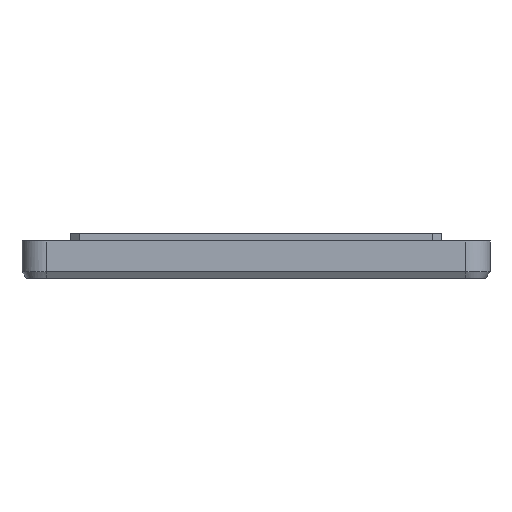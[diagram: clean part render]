
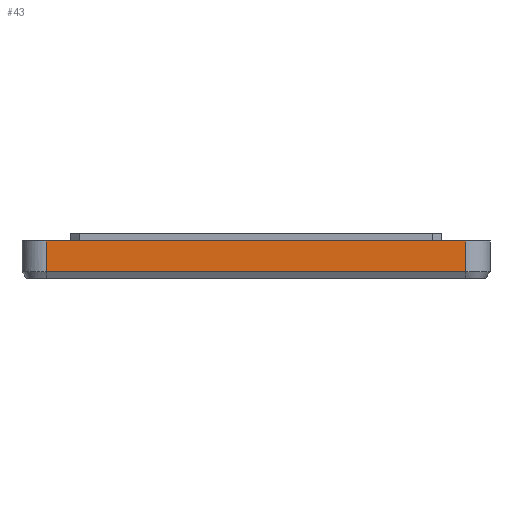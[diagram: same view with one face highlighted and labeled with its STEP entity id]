
A CAD part, left-side view. The second image highlights one B-rep face of the part: STEP entity #43.
In plain terms, the highlighted free-form (B-spline) face has degree [2, 1] with [3, 2] control points.
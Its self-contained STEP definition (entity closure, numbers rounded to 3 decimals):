
#43=ADVANCED_FACE('',(#177),#2115,.T.);
#177=FACE_OUTER_BOUND('',#311,.T.);
#311=EDGE_LOOP('',(#489,#490,#491,#492));
#489=ORIENTED_EDGE('',*,*,#1160,.T.);
#490=ORIENTED_EDGE('',*,*,#1158,.F.);
#491=ORIENTED_EDGE('',*,*,#1159,.F.);
#492=ORIENTED_EDGE('',*,*,#1157,.F.);
#1157=EDGE_CURVE('',#1858,#1857,#1769,.T.);
#1158=EDGE_CURVE('',#1859,#1860,#1770,.T.);
#1159=EDGE_CURVE('',#1857,#1859,#1771,.T.);
#1160=EDGE_CURVE('',#1858,#1860,#1772,.T.);
#1769=(
BOUNDED_CURVE()
B_SPLINE_CURVE(2,(#3457,#3458,#3459),.UNSPECIFIED.,.F.,.F.)
B_SPLINE_CURVE_WITH_KNOTS((3,3),(-115.71,-3.71),
 .UNSPECIFIED.)
CURVE()
GEOMETRIC_REPRESENTATION_ITEM()
RATIONAL_B_SPLINE_CURVE((1.,1.,1.))
REPRESENTATION_ITEM('')
);
#1770=(
BOUNDED_CURVE()
B_SPLINE_CURVE(2,(#3460,#3461,#3462),.UNSPECIFIED.,.F.,.F.)
B_SPLINE_CURVE_WITH_KNOTS((3,3),(3.71,115.71),
 .UNSPECIFIED.)
CURVE()
GEOMETRIC_REPRESENTATION_ITEM()
RATIONAL_B_SPLINE_CURVE((1.,1.,1.))
REPRESENTATION_ITEM('')
);
#1771=(
BOUNDED_CURVE()
B_SPLINE_CURVE(1,(#3463,#3464),.UNSPECIFIED.,.F.,.F.)
B_SPLINE_CURVE_WITH_KNOTS((2,2),(5.999,14.195),
 .UNSPECIFIED.)
CURVE()
GEOMETRIC_REPRESENTATION_ITEM()
RATIONAL_B_SPLINE_CURVE((1.,1.))
REPRESENTATION_ITEM('')
);
#1772=(
BOUNDED_CURVE()
B_SPLINE_CURVE(1,(#3465,#3466),.UNSPECIFIED.,.F.,.F.)
B_SPLINE_CURVE_WITH_KNOTS((2,2),(5.999,14.195),
 .UNSPECIFIED.)
CURVE()
GEOMETRIC_REPRESENTATION_ITEM()
RATIONAL_B_SPLINE_CURVE((1.,1.))
REPRESENTATION_ITEM('')
);
#1857=VERTEX_POINT('',#3229);
#1858=VERTEX_POINT('',#3230);
#1859=VERTEX_POINT('',#3231);
#1860=VERTEX_POINT('',#3232);
#2115=(
BOUNDED_SURFACE()
B_SPLINE_SURFACE(2,1,((#2397,#2398),(#2399,#2400),(#2401,#2402)),
 .UNSPECIFIED.,.F.,.F.,.F.)
B_SPLINE_SURFACE_WITH_KNOTS((3,3),(2,2),(3.71,115.71),
(5.999,14.195),.UNSPECIFIED.)
GEOMETRIC_REPRESENTATION_ITEM()
RATIONAL_B_SPLINE_SURFACE(((1.,1.),(1.,1.),(1.,1.)))
REPRESENTATION_ITEM('')
SURFACE()
);
#2397=CARTESIAN_POINT('',(-62.5,-56.,-5.999));
#2398=CARTESIAN_POINT('',(-62.5,-56.,-14.195));
#2399=CARTESIAN_POINT('',(-62.5,0.,-5.999));
#2400=CARTESIAN_POINT('',(-62.5,0.,-14.195));
#2401=CARTESIAN_POINT('',(-62.5,56.,-5.999));
#2402=CARTESIAN_POINT('',(-62.5,56.,-14.195));
#3229=CARTESIAN_POINT('',(-62.5,-56.,-5.999));
#3230=CARTESIAN_POINT('',(-62.5,56.,-5.999));
#3231=CARTESIAN_POINT('',(-62.5,-56.,-14.195));
#3232=CARTESIAN_POINT('',(-62.5,56.,-14.195));
#3457=CARTESIAN_POINT('',(-62.5,56.,-5.999));
#3458=CARTESIAN_POINT('',(-62.5,0.,-5.999));
#3459=CARTESIAN_POINT('',(-62.5,-56.,-5.999));
#3460=CARTESIAN_POINT('',(-62.5,-56.,-14.195));
#3461=CARTESIAN_POINT('',(-62.5,0.,-14.195));
#3462=CARTESIAN_POINT('',(-62.5,56.,-14.195));
#3463=CARTESIAN_POINT('',(-62.5,-56.,-5.999));
#3464=CARTESIAN_POINT('',(-62.5,-56.,-14.195));
#3465=CARTESIAN_POINT('',(-62.5,56.,-5.999));
#3466=CARTESIAN_POINT('',(-62.5,56.,-14.195));
